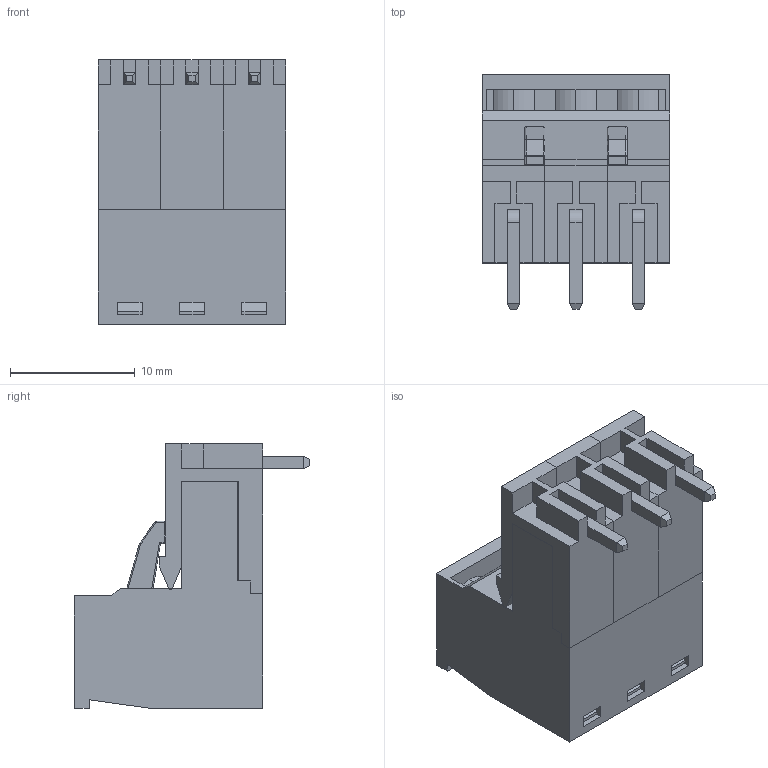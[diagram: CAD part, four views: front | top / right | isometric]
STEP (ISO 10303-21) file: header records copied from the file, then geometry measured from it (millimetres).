
FILE_DESCRIPTION (( 'STEP AP214' ), '1' );
FILE_NAME ('3P.STEP', '2021-08-08T19:04:02', ( '' ), ( '' ), 'SwSTEP 2.0', 'SolidWorks 2020', '' );
FILE_SCHEMA (( 'AUTOMOTIVE_DESIGN' ));
Length unit declared in the file: millimetre
Products named in the file (12): Metal; 691352710003.stp; Socket; 691352710003_COFFRE.stp; 1P; 3P.stp; 6913527100xx_VIS.stp; 3P; 6913527100xxCAGE.stp; 6913527100xx_PIN.stp
Assembly tree (21 placements, depth 3):
  3P
    3P.stp
      6913527100xx_PIN.stp  x3
      6913527100xxCAGE.stp  x3
      6913527100xx_VIS.stp  x3
      691352710003.stp
      691352710003_COFFRE.stp
    1P
      Metal
      Socket
    1P
      Metal
      Socket
    1P
      Metal
      Socket
Bounding box: 15 x 18.85 x 21.2 mm (x, y, z)
Volume: 2324.9 mm3; surface area: 6144.4 mm2
Topology: 17 solids, 17 shells, 910 faces, 2458 edges, 1580 vertices
Faces by surface type: plane 618, cylinder 243, cone 24, sphere 16, torus 9
Entity records: 16653 total; most frequent: CARTESIAN_POINT 2994, ORIENTED_EDGE 2776, DIRECTION 2683, EDGE_CURVE 1388, VECTOR 1113, LINE 1113, VERTEX_POINT 896, AXIS2_PLACEMENT_3D 785
